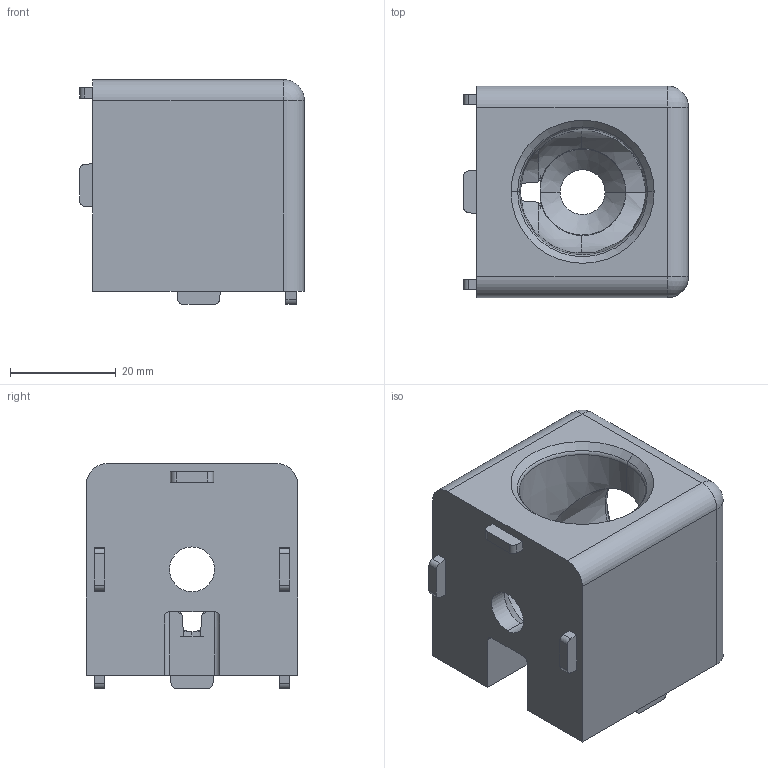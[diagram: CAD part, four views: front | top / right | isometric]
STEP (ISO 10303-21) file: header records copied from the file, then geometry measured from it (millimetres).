
FILE_DESCRIPTION(('STEP AP214'),'1');
FILE_NAME('fath_093ww405n08.stp','2017-04-20T07:18:00',('TraceParts'),('TraceParts S.A.'),'Spatial InterOp 3D',' ',' ');
FILE_SCHEMA(('automotive_design'));
Length unit declared in the file: millimetre
Products named in the file (1): fath_093ww405n08
Bounding box: 42.5 x 40 x 42.5 mm (x, y, z)
Volume: 42560 mm3; surface area: 11908.7 mm2
Topology: 1 solids, 1 shells, 89 faces, 234 edges, 147 vertices
Faces by surface type: plane 40, cylinder 25, cone 16, torus 4, sphere 4
Entity records: 3636 total; most frequent: CARTESIAN_POINT 664, DIRECTION 476, ORIENTED_EDGE 464, EDGE_CURVE 232, AXIS2_PLACEMENT_3D 170, VERTEX_POINT 147, LINE 136, VECTOR 136
